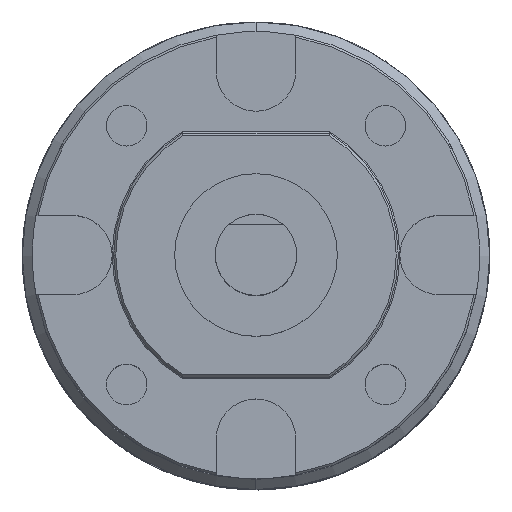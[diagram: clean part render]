
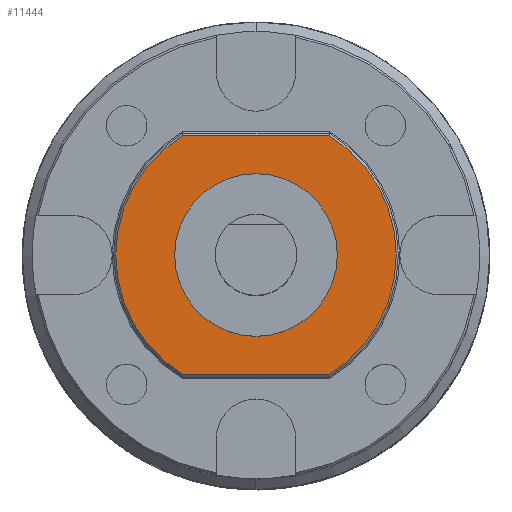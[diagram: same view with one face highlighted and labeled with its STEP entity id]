
A CAD part, top view. The second image highlights one B-rep face of the part: STEP entity #11444.
In plain terms, the highlighted planar face has unit normal (0, 0, 1).
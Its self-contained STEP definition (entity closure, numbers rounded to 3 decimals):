
#432 = AXIS2_PLACEMENT_3D ( 'NONE', #8869, #5169, #7640 ) ;
#555 = DIRECTION ( 'NONE',  ( 1., 0., 0. ) ) ;
#601 = CARTESIAN_POINT ( 'NONE',  ( 0., 0., 18.8 ) ) ;
#690 = ORIENTED_EDGE ( 'NONE', *, *, #757, .F. ) ;
#757 = EDGE_CURVE ( 'NONE', #10256, #8935, #15948, .T. ) ;
#893 = CARTESIAN_POINT ( 'NONE',  ( 0., 0., 18.8 ) ) ;
#1524 = EDGE_CURVE ( 'NONE', #3777, #12131, #4013, .T. ) ;
#2127 = ORIENTED_EDGE ( 'NONE', *, *, #11812, .T. ) ;
#2348 = LINE ( 'NONE', #14647, #9074 ) ;
#2463 = EDGE_LOOP ( 'NONE', ( #15267, #6275, #4791, #2794, #2127 ) ) ;
#2794 = ORIENTED_EDGE ( 'NONE', *, *, #12663, .T. ) ;
#3121 = CIRCLE ( 'NONE', #432, 6.9 ) ;
#3245 = DIRECTION ( 'NONE',  ( 1., 0., 0. ) ) ;
#3777 = VERTEX_POINT ( 'NONE', #3948 ) ;
#3837 = CARTESIAN_POINT ( 'NONE',  ( -3.578, 5.9, 18.8 ) ) ;
#3948 = CARTESIAN_POINT ( 'NONE',  ( -6.9, 0., 18.8 ) ) ;
#4013 = CIRCLE ( 'NONE', #12205, 6.9 ) ;
#4290 = PLANE ( 'NONE',  #15857 ) ;
#4398 = VERTEX_POINT ( 'NONE', #13004 ) ;
#4791 = ORIENTED_EDGE ( 'NONE', *, *, #1524, .T. ) ;
#4812 = DIRECTION ( 'NONE',  ( 1., 0., 0. ) ) ;
#5169 = DIRECTION ( 'NONE',  ( 0., 0., 1. ) ) ;
#5526 = FACE_BOUND ( 'NONE', #9476, .T. ) ;
#6136 = FACE_OUTER_BOUND ( 'NONE', #2463, .T. ) ;
#6197 = EDGE_CURVE ( 'NONE', #15038, #3777, #12860, .T. ) ;
#6275 = ORIENTED_EDGE ( 'NONE', *, *, #6197, .T. ) ;
#6402 = AXIS2_PLACEMENT_3D ( 'NONE', #13170, #15893, #3245 ) ;
#6957 = CARTESIAN_POINT ( 'NONE',  ( 0., 0., 18.8 ) ) ;
#7640 = DIRECTION ( 'NONE',  ( 1., 0., 0. ) ) ;
#7984 = DIRECTION ( 'NONE',  ( 1., 0., 0. ) ) ;
#8305 = EDGE_CURVE ( 'NONE', #8935, #10256, #14728, .T. ) ;
#8406 = CARTESIAN_POINT ( 'NONE',  ( -3.578, -5.9, 18.8 ) ) ;
#8509 = VERTEX_POINT ( 'NONE', #8912 ) ;
#8869 = CARTESIAN_POINT ( 'NONE',  ( 0., 0., 18.8 ) ) ;
#8912 = CARTESIAN_POINT ( 'NONE',  ( 3.578, 5.9, 18.8 ) ) ;
#8935 = VERTEX_POINT ( 'NONE', #14073 ) ;
#9074 = VECTOR ( 'NONE', #14753, 1000. ) ;
#9365 = DIRECTION ( 'NONE',  ( 0., 0., 1. ) ) ;
#9476 = EDGE_LOOP ( 'NONE', ( #15429, #690 ) ) ;
#9564 = CARTESIAN_POINT ( 'NONE',  ( 3.606, -5.9, 18.8 ) ) ;
#9861 = DIRECTION ( 'NONE',  ( 1., 0., 0. ) ) ;
#10256 = VERTEX_POINT ( 'NONE', #16455 ) ;
#10548 = DIRECTION ( 'NONE',  ( 0., 0., 1. ) ) ;
#11444 = ADVANCED_FACE ( 'NONE', ( #5526, #6136 ), #4290, .T. ) ;
#11562 = EDGE_CURVE ( 'NONE', #8509, #15038, #2348, .T. ) ;
#11812 = EDGE_CURVE ( 'NONE', #4398, #8509, #3121, .T. ) ;
#12131 = VERTEX_POINT ( 'NONE', #8406 ) ;
#12205 = AXIS2_PLACEMENT_3D ( 'NONE', #601, #9365, #13101 ) ;
#12366 = DIRECTION ( 'NONE',  ( 0., 0., 1. ) ) ;
#12663 = EDGE_CURVE ( 'NONE', #12131, #4398, #14389, .T. ) ;
#12860 = CIRCLE ( 'NONE', #6402, 6.9 ) ;
#13004 = CARTESIAN_POINT ( 'NONE',  ( 3.578, -5.9, 18.8 ) ) ;
#13101 = DIRECTION ( 'NONE',  ( 1., 0., 0. ) ) ;
#13170 = CARTESIAN_POINT ( 'NONE',  ( 0., 0., 18.8 ) ) ;
#14073 = CARTESIAN_POINT ( 'NONE',  ( -4., 0., 18.8 ) ) ;
#14194 = VECTOR ( 'NONE', #4812, 1000. ) ;
#14322 = CARTESIAN_POINT ( 'NONE',  ( 0., 0., 18.8 ) ) ;
#14389 = LINE ( 'NONE', #9564, #14194 ) ;
#14481 = DIRECTION ( 'NONE',  ( 0., 0., 1. ) ) ;
#14647 = CARTESIAN_POINT ( 'NONE',  ( 0., 5.9, 18.8 ) ) ;
#14728 = CIRCLE ( 'NONE', #15445, 4. ) ;
#14753 = DIRECTION ( 'NONE',  ( -1., 0., 0. ) ) ;
#15038 = VERTEX_POINT ( 'NONE', #3837 ) ;
#15267 = ORIENTED_EDGE ( 'NONE', *, *, #11562, .T. ) ;
#15429 = ORIENTED_EDGE ( 'NONE', *, *, #8305, .F. ) ;
#15445 = AXIS2_PLACEMENT_3D ( 'NONE', #893, #12366, #9861 ) ;
#15501 = AXIS2_PLACEMENT_3D ( 'NONE', #14322, #10548, #7984 ) ;
#15857 = AXIS2_PLACEMENT_3D ( 'NONE', #6957, #14481, #555 ) ;
#15893 = DIRECTION ( 'NONE',  ( 0., 0., 1. ) ) ;
#15948 = CIRCLE ( 'NONE', #15501, 4. ) ;
#16455 = CARTESIAN_POINT ( 'NONE',  ( 4., 0., 18.8 ) ) ;
